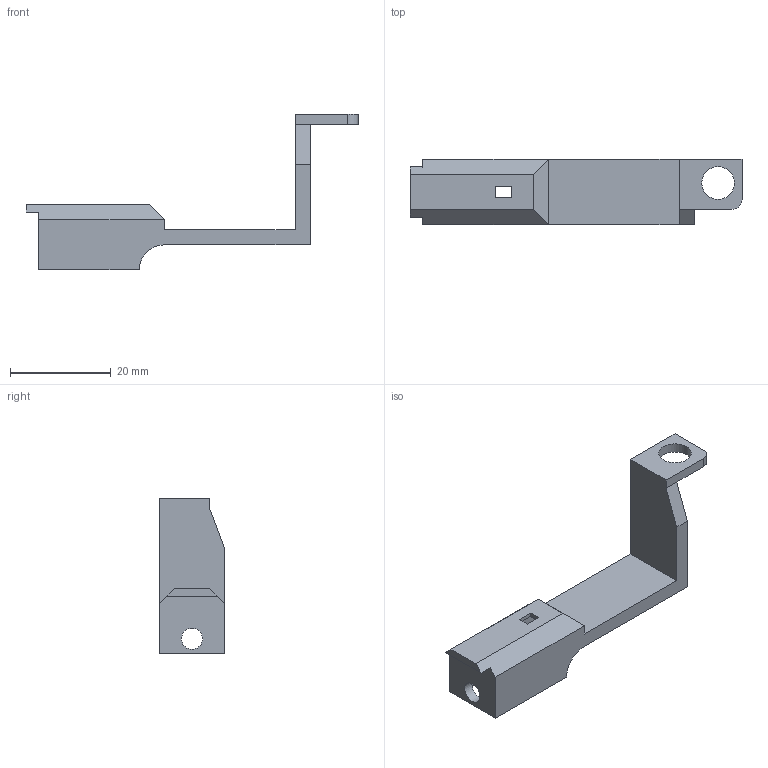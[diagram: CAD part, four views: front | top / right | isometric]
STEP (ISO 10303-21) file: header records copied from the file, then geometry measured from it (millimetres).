
FILE_DESCRIPTION(/* description */ (''),/* implementation_level */ '2;1');
FILE_NAME(/* name */ 'Gaszhler Impulsnehmer v30.step',/* time_stamp */ '2025-04-15T11:07:56+02:00',/* author */ (''),/* organization */ (''),/* preprocessor_version */ 'ST-DEVELOPER v20.1',/* originating_system */ 'Autodesk Translation Framework v14.4.0.0',/* authorisation */ '');
FILE_SCHEMA (('AUTOMOTIVE_DESIGN { 1 0 10303 214 3 1 1 }'));
Length unit declared in the file: millimetre
Products named in the file (2): Gaszähler Impulsnehmer; Gehäuse
Assembly tree (1 placements, depth 2):
  Gaszähler Impulsnehmer
    Gehäuse
Bounding box: 66 x 13 x 31 mm (x, y, z)
Volume: 3382.2 mm3; surface area: 3931.5 mm2
Topology: 1 solids, 1 shells, 48 faces, 130 edges, 85 vertices
Faces by surface type: plane 43, cylinder 5
Full cylindrical faces by diameter (mm): 4.2 x1, 6.5 x1
Entity records: 1549 total; most frequent: CARTESIAN_POINT 266, ORIENTED_EDGE 260, DIRECTION 242, EDGE_CURVE 130, LINE 120, VECTOR 120, VERTEX_POINT 85, AXIS2_PLACEMENT_3D 61
